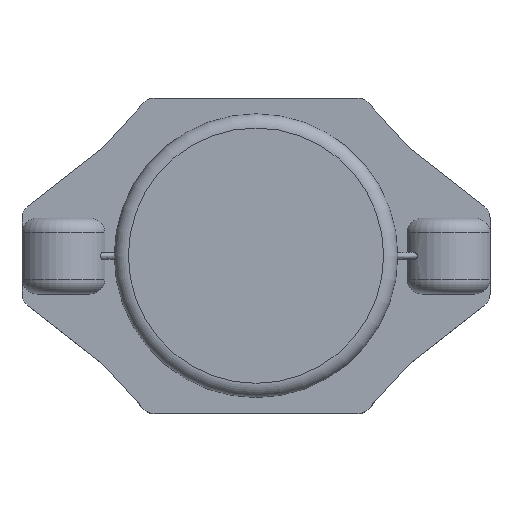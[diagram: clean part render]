
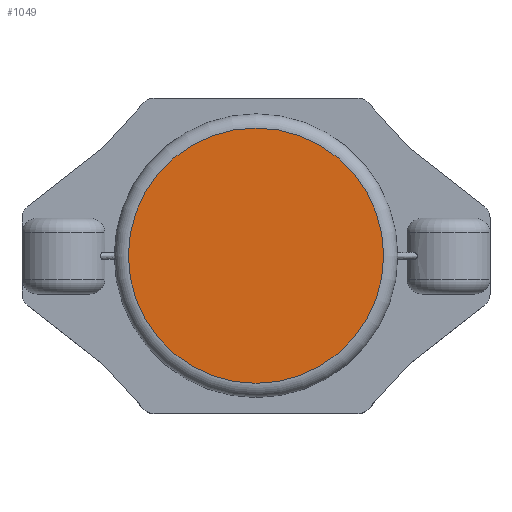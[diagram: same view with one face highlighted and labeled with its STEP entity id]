
A CAD part, top view. The second image highlights one B-rep face of the part: STEP entity #1049.
In plain terms, the highlighted planar face has unit normal (0, 0, 1).
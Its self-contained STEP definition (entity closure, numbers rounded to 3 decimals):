
#64=PLANE('',#1119);
#365=ORIENTED_EDGE('',*,*,#468,.F.);
#468=EDGE_CURVE('',#537,#537,#568,.T.);
#537=VERTEX_POINT('',#3562);
#568=CIRCLE('',#1120,1.8);
#622=EDGE_LOOP('',(#365));
#680=FACE_BOUND('',#622,.T.);
#1049=ADVANCED_FACE('',(#680),#64,.F.);
#1119=AXIS2_PLACEMENT_3D('',#3560,#1304,#1305);
#1120=AXIS2_PLACEMENT_3D('',#3561,#1306,#1307);
#1304=DIRECTION('',(0.,0.,-1.));
#1305=DIRECTION('',(0.,1.,0.));
#1306=DIRECTION('',(0.,0.,-1.));
#1307=DIRECTION('',(0.,1.,0.));
#3560=CARTESIAN_POINT('',(0.,0.,2.923));
#3561=CARTESIAN_POINT('',(0.,0.,2.923));
#3562=CARTESIAN_POINT('',(0.,1.8,2.923));
